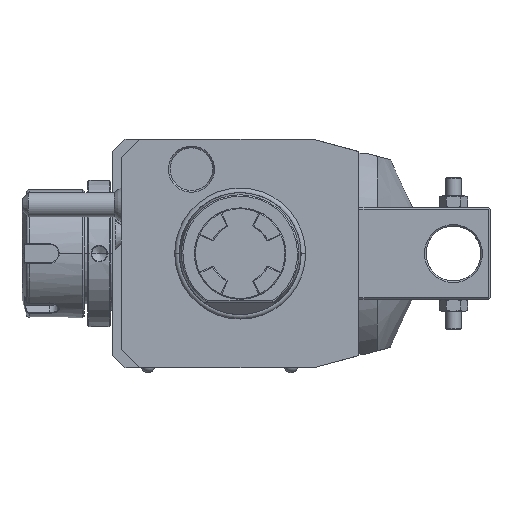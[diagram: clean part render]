
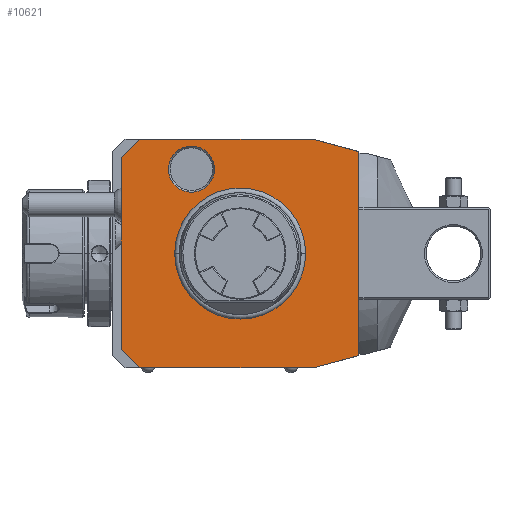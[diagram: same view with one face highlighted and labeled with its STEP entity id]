
A CAD part, front view. The second image highlights one B-rep face of the part: STEP entity #10621.
In plain terms, the highlighted planar face has unit normal (0, -1, 0).
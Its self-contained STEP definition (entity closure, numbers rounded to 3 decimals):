
#1=DIRECTION('',(-0.966,0.,0.259));
#2=VECTOR('',#1,15.529);
#3=CARTESIAN_POINT('',(39.,0.,33.481));
#4=LINE('',#3,#2);
#5=DIRECTION('',(0.,0.,1.));
#6=VECTOR('',#5,66.962);
#7=CARTESIAN_POINT('',(39.,0.,-33.481));
#8=LINE('',#7,#6);
#9=DIRECTION('',(0.966,0.,0.259));
#10=VECTOR('',#9,15.529);
#11=CARTESIAN_POINT('',(24.,0.,-37.5));
#12=LINE('',#11,#10);
#13=DIRECTION('',(1.,0.,0.));
#14=VECTOR('',#13,57.);
#15=CARTESIAN_POINT('',(-33.,0.,-37.5));
#16=LINE('',#15,#14);
#17=DIRECTION('',(0.707,0.,-0.707));
#18=VECTOR('',#17,8.485);
#19=CARTESIAN_POINT('',(-39.,0.,-31.5));
#20=LINE('',#19,#18);
#21=DIRECTION('',(0.,0.,-1.));
#22=VECTOR('',#21,63.);
#23=CARTESIAN_POINT('',(-39.,0.,31.5));
#24=LINE('',#23,#22);
#25=DIRECTION('',(-0.707,0.,-0.707));
#26=VECTOR('',#25,8.485);
#27=CARTESIAN_POINT('',(-33.,0.,37.5));
#28=LINE('',#27,#26);
#29=DIRECTION('',(-1.,0.,0.));
#30=VECTOR('',#29,57.);
#31=CARTESIAN_POINT('',(24.,0.,37.5));
#32=LINE('',#31,#30);
#33=CARTESIAN_POINT('',(-16.,0.,27.713));
#34=DIRECTION('',(0.,1.,0.));
#35=DIRECTION('',(1.,0.,0.));
#36=AXIS2_PLACEMENT_3D('',#33,#34,#35);
#38=CARTESIAN_POINT('',(-16.,0.,27.713));
#39=DIRECTION('',(0.,1.,0.));
#40=DIRECTION('',(-1.,0.,0.));
#41=AXIS2_PLACEMENT_3D('',#38,#39,#40);
#7482=CARTESIAN_POINT('',(0.,0.,0.));
#7483=DIRECTION('',(0.,1.,0.));
#7484=DIRECTION('',(-1.,0.,0.));
#7485=AXIS2_PLACEMENT_3D('',#7482,#7483,#7484);
#7487=CARTESIAN_POINT('',(0.,0.,0.));
#7488=DIRECTION('',(0.,1.,0.));
#7489=DIRECTION('',(1.,0.,0.));
#7490=AXIS2_PLACEMENT_3D('',#7487,#7488,#7489);
#9501=CARTESIAN_POINT('',(-8.423,0.,27.713));
#9502=CARTESIAN_POINT('',(-23.577,0.,27.713));
#9503=VERTEX_POINT('',#9501);
#9504=VERTEX_POINT('',#9502);
#10394=CARTESIAN_POINT('',(39.,0.,33.481));
#10395=CARTESIAN_POINT('',(24.,0.,37.5));
#10396=VERTEX_POINT('',#10394);
#10397=VERTEX_POINT('',#10395);
#10398=CARTESIAN_POINT('',(-33.,0.,37.5));
#10399=VERTEX_POINT('',#10398);
#10400=CARTESIAN_POINT('',(-39.,0.,31.5));
#10401=VERTEX_POINT('',#10400);
#10402=CARTESIAN_POINT('',(-39.,0.,-31.5));
#10403=VERTEX_POINT('',#10402);
#10404=CARTESIAN_POINT('',(-33.,0.,-37.5));
#10405=VERTEX_POINT('',#10404);
#10406=CARTESIAN_POINT('',(24.,0.,-37.5));
#10407=VERTEX_POINT('',#10406);
#10408=CARTESIAN_POINT('',(39.,0.,-33.481));
#10409=VERTEX_POINT('',#10408);
#10478=CARTESIAN_POINT('',(-21.137,0.,0.));
#10479=CARTESIAN_POINT('',(21.137,0.,0.));
#10480=VERTEX_POINT('',#10478);
#10481=VERTEX_POINT('',#10479);
#10586=CARTESIAN_POINT('',(0.,0.,0.));
#10587=DIRECTION('',(0.,-1.,0.));
#10588=DIRECTION('',(-1.,0.,0.));
#10589=AXIS2_PLACEMENT_3D('',#10586,#10587,#10588);
#10590=PLANE('',#10589);
#10592=ORIENTED_EDGE('',*,*,#10591,.F.);
#10594=ORIENTED_EDGE('',*,*,#10593,.F.);
#10596=ORIENTED_EDGE('',*,*,#10595,.F.);
#10598=ORIENTED_EDGE('',*,*,#10597,.F.);
#10600=ORIENTED_EDGE('',*,*,#10599,.F.);
#10602=ORIENTED_EDGE('',*,*,#10601,.F.);
#10604=ORIENTED_EDGE('',*,*,#10603,.F.);
#10606=ORIENTED_EDGE('',*,*,#10605,.F.);
#10607=EDGE_LOOP('',(#10592,#10594,#10596,#10598,#10600,#10602,#10604,#10606));
#10608=FACE_OUTER_BOUND('',#10607,.F.);
#10610=ORIENTED_EDGE('',*,*,#10609,.F.);
#10612=ORIENTED_EDGE('',*,*,#10611,.F.);
#10613=EDGE_LOOP('',(#10610,#10612));
#10614=FACE_BOUND('',#10613,.F.);
#10616=ORIENTED_EDGE('',*,*,#10615,.F.);
#10618=ORIENTED_EDGE('',*,*,#10617,.F.);
#10619=EDGE_LOOP('',(#10616,#10618));
#10620=FACE_BOUND('',#10619,.F.);
#37=CIRCLE('',#36,7.577);
#42=CIRCLE('',#41,7.577);
#7486=CIRCLE('',#7485,21.137);
#7491=CIRCLE('',#7490,21.137);
#10591=EDGE_CURVE('',#10396,#10397,#4,.T.);
#10593=EDGE_CURVE('',#10409,#10396,#8,.T.);
#10595=EDGE_CURVE('',#10407,#10409,#12,.T.);
#10597=EDGE_CURVE('',#10405,#10407,#16,.T.);
#10599=EDGE_CURVE('',#10403,#10405,#20,.T.);
#10601=EDGE_CURVE('',#10401,#10403,#24,.T.);
#10603=EDGE_CURVE('',#10399,#10401,#28,.T.);
#10605=EDGE_CURVE('',#10397,#10399,#32,.T.);
#10609=EDGE_CURVE('',#10480,#10481,#7486,.T.);
#10611=EDGE_CURVE('',#10481,#10480,#7491,.T.);
#10615=EDGE_CURVE('',#9503,#9504,#37,.T.);
#10617=EDGE_CURVE('',#9504,#9503,#42,.T.);
#10621=ADVANCED_FACE('',(#10608,#10614,#10620),#10590,.T.);
